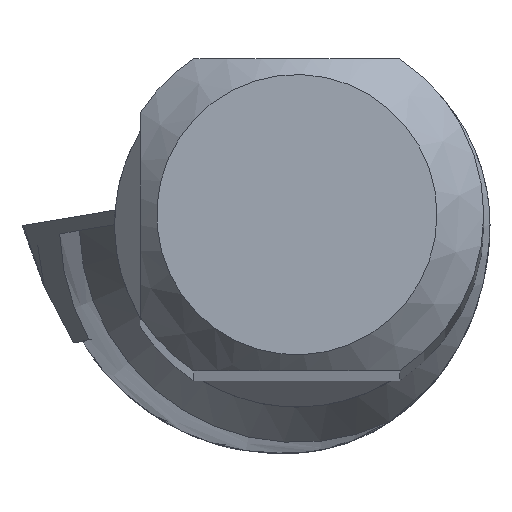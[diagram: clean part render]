
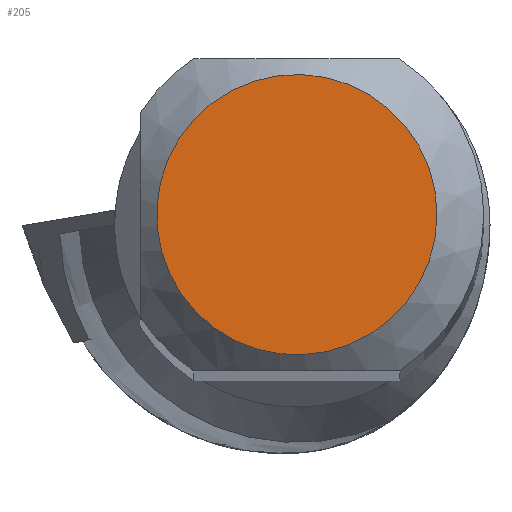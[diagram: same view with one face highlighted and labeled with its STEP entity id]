
A CAD part, top view. The second image highlights one B-rep face of the part: STEP entity #205.
In plain terms, the highlighted planar face has unit normal (0, 0, 1).
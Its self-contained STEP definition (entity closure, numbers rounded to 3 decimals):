
#162=FACE_OUTER_BOUND('',#424,.T.);
#205=ADVANCED_FACE('',(#162),#237,.T.);
#237=PLANE('',#1013);
#424=EDGE_LOOP('',(#554));
#554=ORIENTED_EDGE('',*,*,#833,.T.);
#741=VERTEX_POINT('',#1518);
#833=EDGE_CURVE('',#741,#741,#895,.T.);
#895=CIRCLE('',#1012,2.245);
#1012=AXIS2_PLACEMENT_3D('',#1517,#1187,#1188);
#1013=AXIS2_PLACEMENT_3D('',#1519,#1189,#1190);
#1187=DIRECTION('',(0.,0.,1.));
#1188=DIRECTION('',(1.,0.,0.));
#1189=DIRECTION('',(0.,0.,1.));
#1190=DIRECTION('',(1.,0.,0.));
#1517=CARTESIAN_POINT('',(0.,0.,0.));
#1518=CARTESIAN_POINT('',(2.245,0.,0.));
#1519=CARTESIAN_POINT('',(0.,0.,0.));
